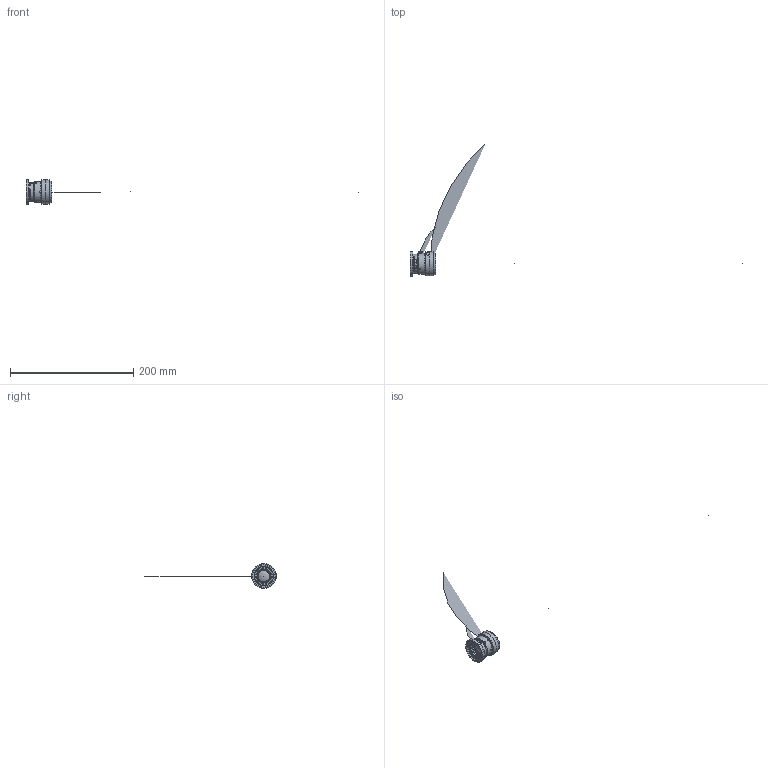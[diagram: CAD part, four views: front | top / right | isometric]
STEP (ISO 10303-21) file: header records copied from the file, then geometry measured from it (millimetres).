
FILE_DESCRIPTION(/* description */ (''),/* implementation_level */ '2;1');
FILE_NAME(/* name */ '1098692_00156360_002.stp',/* time_stamp */ '2021-09-29T11:28:47+02:00',/* author */ (''),/* organization */ (''),/* preprocessor_version */ 'ST-DEVELOPER v16',/* originating_system */ 'SIEMENS PLM Software NX 10.0',/* authorisation */ '');
FILE_SCHEMA (('AP203_CONFIGURATION_CONTROLLED_3D_DESIGN_OF_MECHANICAL_PARTS_AND_ASSEMBLIES_MIM_LF { 1 0 10303 403 2 1 2}'));
Length unit declared in the file: millimetre
Products named in the file (1): Froe53F43BEA6nkn
Bounding box: 538.81 x 273.27 x 40 mm (x, y, z)
Surface area: 896232.4 mm2
Topology: 1 solids, 9 shells, 522 faces, 1792 edges, 1420 vertices
Faces by surface type: plane 239, cylinder 234, cone 40, sphere 5, torus 4
Full cylindrical faces by diameter (mm): 0.082 x1, 1.7 x3, 1.9 x3, 2 x1, 2.05 x4, 2.5 x1, 2.7 x3, 2.8 x1, 4.5 x1, 18.2 x1, 18.5 x1, 20.5 x1, 21 x1, 21.3 x1, 21.8 x1, 22.2 x1, 25 x1, 26.481 x2, 26.5 x1, 27 x3, 27.2 x1, 27.5 x1, 28.5 x1, 29 x2, 31.2 x1, 31.22 x1, 32 x1, 34 x2, 35 x1, 36.18 x1
Entity records: 21697 total; most frequent: CARTESIAN_POINT 7506, ORIENTED_EDGE 3301, DIRECTION 2192, EDGE_CURVE 1670, VERTEX_POINT 1382, AXIS2_PLACEMENT_3D 872, B_SPLINE_CURVE_WITH_KNOTS 834, EDGE_LOOP 765
